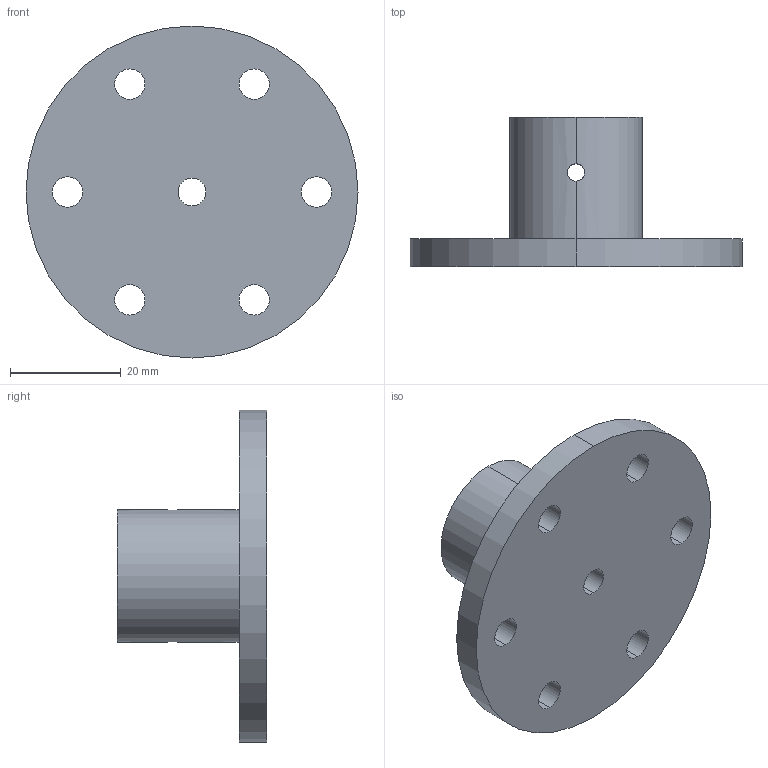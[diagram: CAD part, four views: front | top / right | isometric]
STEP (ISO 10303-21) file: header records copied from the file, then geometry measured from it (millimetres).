
FILE_DESCRIPTION (( 'STEP AP214' ), '1' );
FILE_NAME ('3510薊粣ん.STEP', '2017-11-13T12:12:20', ( 'User' ), ( 'china' ), 'SwSTEP 2.0', 'SolidWorks 2016', '' );
FILE_SCHEMA (( 'AUTOMOTIVE_DESIGN' ));
Length unit declared in the file: millimetre
Products named in the file (1): 3510薊粣ん
Bounding box: 60 x 27 x 60 mm (x, y, z)
Volume: 21596.5 mm3; surface area: 9302.6 mm2
Topology: 1 solids, 1 shells, 29 faces, 84 edges, 56 vertices
Faces by surface type: cylinder 24, plane 5
Entity records: 1194 total; most frequent: CARTESIAN_POINT 338, DIRECTION 174, ORIENTED_EDGE 168, EDGE_CURVE 84, AXIS2_PLACEMENT_3D 72, VERTEX_POINT 56, EDGE_LOOP 46, CIRCLE 42
